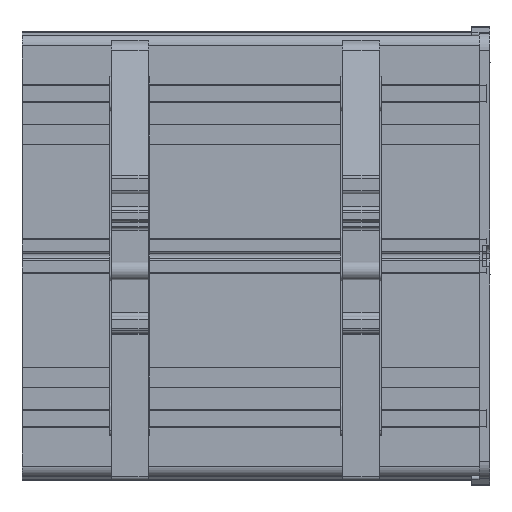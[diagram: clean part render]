
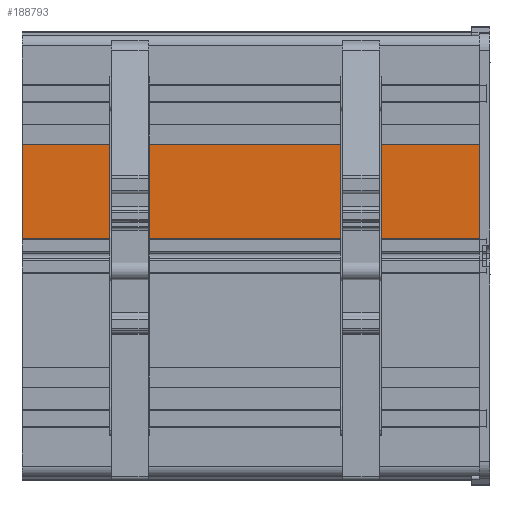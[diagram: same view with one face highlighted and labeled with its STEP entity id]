
A CAD part, front view. The second image highlights one B-rep face of the part: STEP entity #188793.
In plain terms, the highlighted planar face has unit normal (0, -1, 0).
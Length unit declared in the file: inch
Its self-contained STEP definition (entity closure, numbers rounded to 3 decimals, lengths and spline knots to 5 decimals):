
#3972 = FACE_OUTER_BOUND ( 'NONE', #9622, .T. ) ;
#4784 = PLANE ( 'NONE',  #133804 ) ;
#4798 = CARTESIAN_POINT ( 'NONE',  ( 0., -0.55906, -0.79921 ) ) ;
#4799 = DIRECTION ( 'NONE',  ( 0., -1., 0. ) ) ;
#4800 = DIRECTION ( 'NONE',  ( 0., 0., -1. ) ) ;
#9622 = EDGE_LOOP ( 'NONE', ( #68848, #68852, #68855, #68856 ) ) ;
#17847 = CARTESIAN_POINT ( 'NONE',  ( 5., -0.55906, -0.79921 ) ) ;
#17921 = CARTESIAN_POINT ( 'NONE',  ( 5., -0.55906, -1.87008 ) ) ;
#47002 = VERTEX_POINT ( 'NONE', #75760 ) ;
#47094 = VERTEX_POINT ( 'NONE', #76126 ) ;
#68848 = ORIENTED_EDGE ( 'NONE', *, *, #195397, .F. ) ;
#68852 = ORIENTED_EDGE ( 'NONE', *, *, #195400, .T. ) ;
#68855 = ORIENTED_EDGE ( 'NONE', *, *, #195983, .F. ) ;
#68856 = ORIENTED_EDGE ( 'NONE', *, *, #195395, .T. ) ;
#75760 = CARTESIAN_POINT ( 'NONE',  ( 0., -0.55906, -1.87008 ) ) ;
#76126 = CARTESIAN_POINT ( 'NONE',  ( 0., -0.55906, -0.79921 ) ) ;
#82798 = LINE ( 'NONE', #158895, #82813 ) ;
#82813 = VECTOR ( 'NONE', #158912, 39.37008 ) ;
#133804 = AXIS2_PLACEMENT_3D ( 'NONE', #4798, #4799, #4800 ) ;
#146796 = LINE ( 'NONE', #155083, #146816 ) ;
#146804 = LINE ( 'NONE', #155075, #146811 ) ;
#146811 = VECTOR ( 'NONE', #155065, 39.37008 ) ;
#146813 = LINE ( 'NONE', #155100, #146824 ) ;
#146816 = VECTOR ( 'NONE', #155095, 39.37008 ) ;
#146824 = VECTOR ( 'NONE', #155104, 39.37008 ) ;
#155065 = DIRECTION ( 'NONE',  ( 1., 0., 0. ) ) ;
#155075 = CARTESIAN_POINT ( 'NONE',  ( 0., -0.55906, -1.87008 ) ) ;
#155083 = CARTESIAN_POINT ( 'NONE',  ( 5., -0.55906, -0.79921 ) ) ;
#155095 = DIRECTION ( 'NONE',  ( 0., 0., -1. ) ) ;
#155100 = CARTESIAN_POINT ( 'NONE',  ( 3.08071, -0.55906, -0.79921 ) ) ;
#155104 = DIRECTION ( 'NONE',  ( -1., 0., 0. ) ) ;
#158895 = CARTESIAN_POINT ( 'NONE',  ( 0., -0.55906, -4.41339 ) ) ;
#158912 = DIRECTION ( 'NONE',  ( 0., 0., 1. ) ) ;
#181664 = VERTEX_POINT ( 'NONE', #17847 ) ;
#181739 = VERTEX_POINT ( 'NONE', #17921 ) ;
#188793 = ADVANCED_FACE ( 'NONE', ( #3972 ), #4784, .T. ) ;
#195395 = EDGE_CURVE ( 'NONE', #47002, #181739, #146804, .T. ) ;
#195397 = EDGE_CURVE ( 'NONE', #181664, #181739, #146796, .T. ) ;
#195400 = EDGE_CURVE ( 'NONE', #181664, #47094, #146813, .T. ) ;
#195983 = EDGE_CURVE ( 'NONE', #47002, #47094, #82798, .T. ) ;
